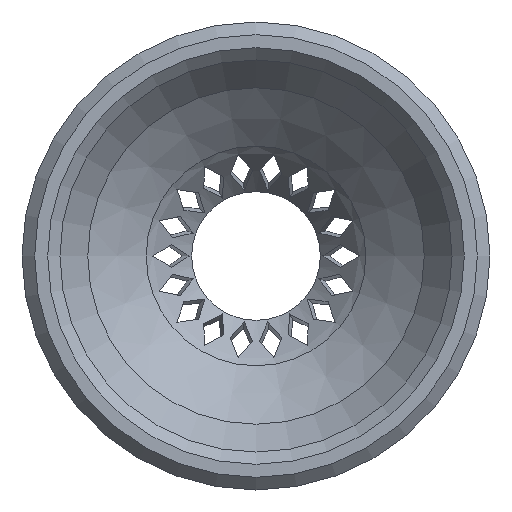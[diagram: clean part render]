
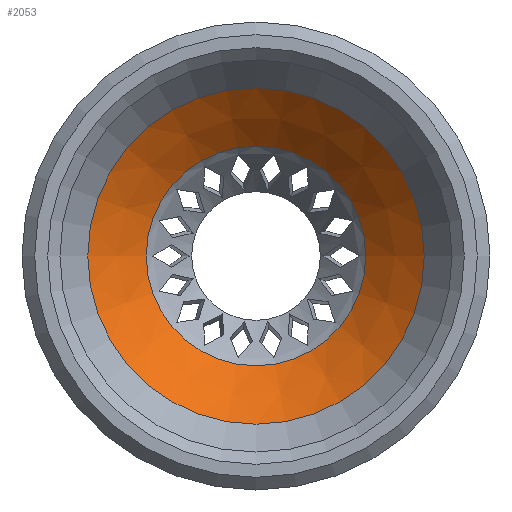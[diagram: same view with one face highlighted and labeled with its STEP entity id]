
A CAD part, front view. The second image highlights one B-rep face of the part: STEP entity #2053.
In plain terms, the highlighted conical face has half-angle 46.766 degrees and reference radius 11.346 mm.
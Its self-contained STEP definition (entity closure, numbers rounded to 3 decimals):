
#287=CONICAL_SURFACE('',#2184,11.346,0.816);
#384=LINE('',#4637,#482);
#482=VECTOR('',#2516,11.346);
#613=FACE_OUTER_BOUND('',#754,.T.);
#754=EDGE_LOOP('',(#1909,#1910,#1911,#1912));
#808=CIRCLE('',#2150,8.96);
#824=CIRCLE('',#2183,13.732);
#984=VERTEX_POINT('',#4569);
#1000=VERTEX_POINT('',#4633);
#1277=EDGE_CURVE('',#984,#984,#808,.T.);
#1309=EDGE_CURVE('',#1000,#1000,#824,.T.);
#1310=EDGE_CURVE('',#1000,#984,#384,.T.);
#1909=ORIENTED_EDGE('',*,*,#1309,.T.);
#1910=ORIENTED_EDGE('',*,*,#1310,.T.);
#1911=ORIENTED_EDGE('',*,*,#1277,.F.);
#1912=ORIENTED_EDGE('',*,*,#1310,.F.);
#2053=ADVANCED_FACE('',(#613),#287,.F.);
#2150=AXIS2_PLACEMENT_3D('',#4570,#2430,#2431);
#2183=AXIS2_PLACEMENT_3D('',#4635,#2512,#2513);
#2184=AXIS2_PLACEMENT_3D('',#4636,#2514,#2515);
#2430=DIRECTION('center_axis',(0.,-1.,0.));
#2431=DIRECTION('ref_axis',(1.,0.,0.));
#2512=DIRECTION('center_axis',(0.,-1.,0.));
#2513=DIRECTION('ref_axis',(1.,0.,0.));
#2514=DIRECTION('center_axis',(0.,-1.,0.));
#2515=DIRECTION('ref_axis',(1.,0.,0.));
#2516=DIRECTION('',(0.729,0.685,0.));
#4569=CARTESIAN_POINT('',(-8.96,12.026,0.));
#4570=CARTESIAN_POINT('Origin',(0.,12.026,0.));
#4633=CARTESIAN_POINT('',(-13.732,7.54,0.));
#4635=CARTESIAN_POINT('Origin',(0.,7.54,0.));
#4636=CARTESIAN_POINT('Origin',(0.,9.783,0.));
#4637=CARTESIAN_POINT('',(-11.346,9.783,0.));
